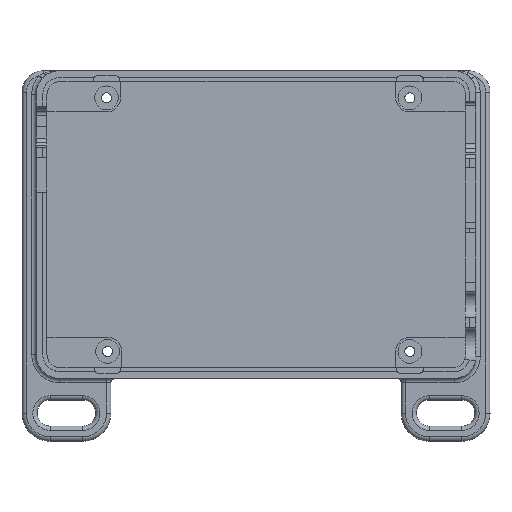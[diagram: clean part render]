
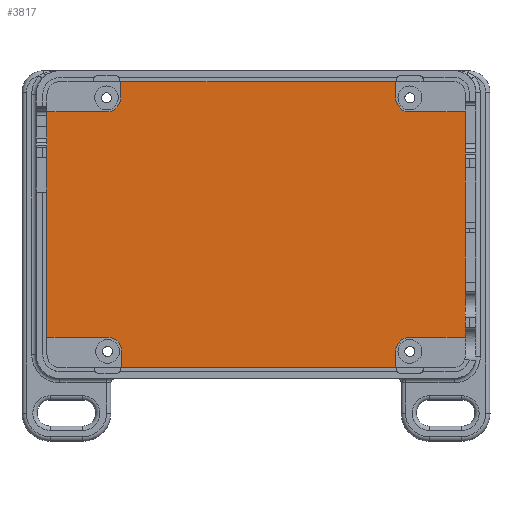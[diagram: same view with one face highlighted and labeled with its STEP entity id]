
A CAD part, top view. The second image highlights one B-rep face of the part: STEP entity #3817.
In plain terms, the highlighted planar face has unit normal (0, 0, 1).
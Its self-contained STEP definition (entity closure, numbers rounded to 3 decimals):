
#133=PLANE('',#4190);
#381=LINE('',#6272,#753);
#458=LINE('',#6457,#830);
#475=LINE('',#6532,#847);
#478=LINE('',#6540,#850);
#484=LINE('',#6559,#856);
#487=LINE('',#6566,#859);
#488=LINE('',#6569,#860);
#489=LINE('',#6571,#861);
#490=LINE('',#6575,#862);
#491=LINE('',#6576,#863);
#492=LINE('',#6578,#864);
#493=LINE('',#6581,#865);
#753=VECTOR('',#4916,10.);
#830=VECTOR('',#5103,10.);
#847=VECTOR('',#5196,10.);
#850=VECTOR('',#5205,10.);
#856=VECTOR('',#5223,10.);
#859=VECTOR('',#5232,10.);
#860=VECTOR('',#5235,10.);
#861=VECTOR('',#5236,10.);
#862=VECTOR('',#5239,10.);
#863=VECTOR('',#5240,10.);
#864=VECTOR('',#5241,10.);
#865=VECTOR('',#5244,10.);
#1156=FACE_OUTER_BOUND('',#1372,.T.);
#1372=EDGE_LOOP('',(#3430,#3431,#3432,#3433,#3434,#3435,#3436,#3437,#3438,
#3439,#3440,#3441,#3442,#3443,#3444,#3445));
#1581=CIRCLE('',#4179,3.25);
#1585=CIRCLE('',#4188,3.25);
#1586=CIRCLE('',#4191,3.25);
#1587=CIRCLE('',#4192,3.25);
#1853=VERTEX_POINT('',#6269);
#1854=VERTEX_POINT('',#6271);
#1906=VERTEX_POINT('',#6454);
#1907=VERTEX_POINT('',#6456);
#1927=VERTEX_POINT('',#6530);
#1928=VERTEX_POINT('',#6534);
#1929=VERTEX_POINT('',#6538);
#1935=VERTEX_POINT('',#6556);
#1936=VERTEX_POINT('',#6558);
#1937=VERTEX_POINT('',#6562);
#1938=VERTEX_POINT('',#6568);
#1939=VERTEX_POINT('',#6570);
#1940=VERTEX_POINT('',#6572);
#1941=VERTEX_POINT('',#6574);
#1942=VERTEX_POINT('',#6577);
#1943=VERTEX_POINT('',#6579);
#2326=EDGE_CURVE('',#1853,#1854,#381,.T.);
#2421=EDGE_CURVE('',#1906,#1907,#458,.T.);
#2453=EDGE_CURVE('',#1853,#1927,#475,.T.);
#2455=EDGE_CURVE('',#1927,#1928,#1581,.T.);
#2457=EDGE_CURVE('',#1928,#1929,#478,.T.);
#2466=EDGE_CURVE('',#1936,#1935,#484,.T.);
#2469=EDGE_CURVE('',#1935,#1937,#1585,.T.);
#2470=EDGE_CURVE('',#1937,#1907,#487,.T.);
#2471=EDGE_CURVE('',#1938,#1929,#488,.T.);
#2472=EDGE_CURVE('',#1938,#1939,#489,.T.);
#2473=EDGE_CURVE('',#1939,#1940,#1586,.T.);
#2474=EDGE_CURVE('',#1940,#1941,#490,.T.);
#2475=EDGE_CURVE('',#1936,#1941,#491,.T.);
#2476=EDGE_CURVE('',#1906,#1942,#492,.T.);
#2477=EDGE_CURVE('',#1942,#1943,#1587,.T.);
#2478=EDGE_CURVE('',#1943,#1854,#493,.T.);
#3430=ORIENTED_EDGE('',*,*,#2457,.T.);
#3431=ORIENTED_EDGE('',*,*,#2471,.F.);
#3432=ORIENTED_EDGE('',*,*,#2472,.T.);
#3433=ORIENTED_EDGE('',*,*,#2473,.T.);
#3434=ORIENTED_EDGE('',*,*,#2474,.T.);
#3435=ORIENTED_EDGE('',*,*,#2475,.F.);
#3436=ORIENTED_EDGE('',*,*,#2466,.T.);
#3437=ORIENTED_EDGE('',*,*,#2469,.T.);
#3438=ORIENTED_EDGE('',*,*,#2470,.T.);
#3439=ORIENTED_EDGE('',*,*,#2421,.F.);
#3440=ORIENTED_EDGE('',*,*,#2476,.T.);
#3441=ORIENTED_EDGE('',*,*,#2477,.T.);
#3442=ORIENTED_EDGE('',*,*,#2478,.T.);
#3443=ORIENTED_EDGE('',*,*,#2326,.F.);
#3444=ORIENTED_EDGE('',*,*,#2453,.T.);
#3445=ORIENTED_EDGE('',*,*,#2455,.T.);
#3817=ADVANCED_FACE('',(#1156),#133,.T.);
#4179=AXIS2_PLACEMENT_3D('',#6536,#5200,#5201);
#4188=AXIS2_PLACEMENT_3D('',#6564,#5228,#5229);
#4190=AXIS2_PLACEMENT_3D('',#6567,#5233,#5234);
#4191=AXIS2_PLACEMENT_3D('',#6573,#5237,#5238);
#4192=AXIS2_PLACEMENT_3D('',#6580,#5242,#5243);
#4916=DIRECTION('',(0.,-1.,0.));
#5103=DIRECTION('',(-1.,0.,0.));
#5196=DIRECTION('',(-1.,0.,0.));
#5200=DIRECTION('center_axis',(0.,0.,-1.));
#5201=DIRECTION('ref_axis',(1.,0.,0.));
#5205=DIRECTION('',(0.,1.,0.));
#5223=DIRECTION('',(1.,0.,0.));
#5228=DIRECTION('center_axis',(0.,0.,-1.));
#5229=DIRECTION('ref_axis',(1.,0.,0.));
#5232=DIRECTION('',(0.,-1.,0.));
#5233=DIRECTION('center_axis',(0.,0.,1.));
#5234=DIRECTION('ref_axis',(1.,0.,0.));
#5235=DIRECTION('',(1.,0.,0.));
#5236=DIRECTION('',(0.,-1.,0.));
#5237=DIRECTION('center_axis',(0.,0.,-1.));
#5238=DIRECTION('ref_axis',(1.,0.,0.));
#5239=DIRECTION('',(-1.,0.,0.));
#5240=DIRECTION('',(0.,1.,0.));
#5241=DIRECTION('',(0.,1.,0.));
#5242=DIRECTION('center_axis',(0.,0.,-1.));
#5243=DIRECTION('ref_axis',(1.,0.,0.));
#5244=DIRECTION('',(1.,0.,0.));
#6269=CARTESIAN_POINT('',(45.494,27.68,2.5));
#6271=CARTESIAN_POINT('',(45.494,-24.32,2.5));
#6272=CARTESIAN_POINT('',(45.494,16.93,2.5));
#6454=CARTESIAN_POINT('',(29.494,-31.32,2.5));
#6456=CARTESIAN_POINT('',(-33.756,-31.32,2.5));
#6457=CARTESIAN_POINT('',(20.119,-31.32,2.5));
#6530=CARTESIAN_POINT('',(32.744,27.68,2.5));
#6532=CARTESIAN_POINT('',(14.994,27.68,2.5));
#6534=CARTESIAN_POINT('',(29.494,30.93,2.5));
#6536=CARTESIAN_POINT('Origin',(32.744,30.93,2.5));
#6538=CARTESIAN_POINT('',(29.494,34.68,2.5));
#6540=CARTESIAN_POINT('',(29.494,18.18,2.5));
#6556=CARTESIAN_POINT('',(-37.006,-24.32,2.5));
#6558=CARTESIAN_POINT('',(-51.006,-24.32,2.5));
#6559=CARTESIAN_POINT('',(-19.881,-24.32,2.5));
#6562=CARTESIAN_POINT('',(-33.756,-27.57,2.5));
#6564=CARTESIAN_POINT('Origin',(-37.006,-27.57,2.5));
#6566=CARTESIAN_POINT('',(-33.756,-14.82,2.5));
#6567=CARTESIAN_POINT('Origin',(-2.756,1.68,2.5));
#6568=CARTESIAN_POINT('',(-34.006,34.68,2.5));
#6569=CARTESIAN_POINT('',(-25.381,34.68,2.5));
#6570=CARTESIAN_POINT('',(-34.006,30.93,2.5));
#6571=CARTESIAN_POINT('',(-34.006,16.305,2.5));
#6572=CARTESIAN_POINT('',(-37.256,27.68,2.5));
#6573=CARTESIAN_POINT('Origin',(-37.256,30.93,2.5));
#6574=CARTESIAN_POINT('',(-51.006,27.68,2.5));
#6575=CARTESIAN_POINT('',(-26.881,27.68,2.5));
#6576=CARTESIAN_POINT('',(-51.006,-13.32,2.5));
#6577=CARTESIAN_POINT('',(29.494,-27.57,2.5));
#6578=CARTESIAN_POINT('',(29.494,-12.945,2.5));
#6579=CARTESIAN_POINT('',(32.744,-24.32,2.5));
#6580=CARTESIAN_POINT('Origin',(32.744,-27.57,2.5));
#6581=CARTESIAN_POINT('',(21.369,-24.32,2.5));
